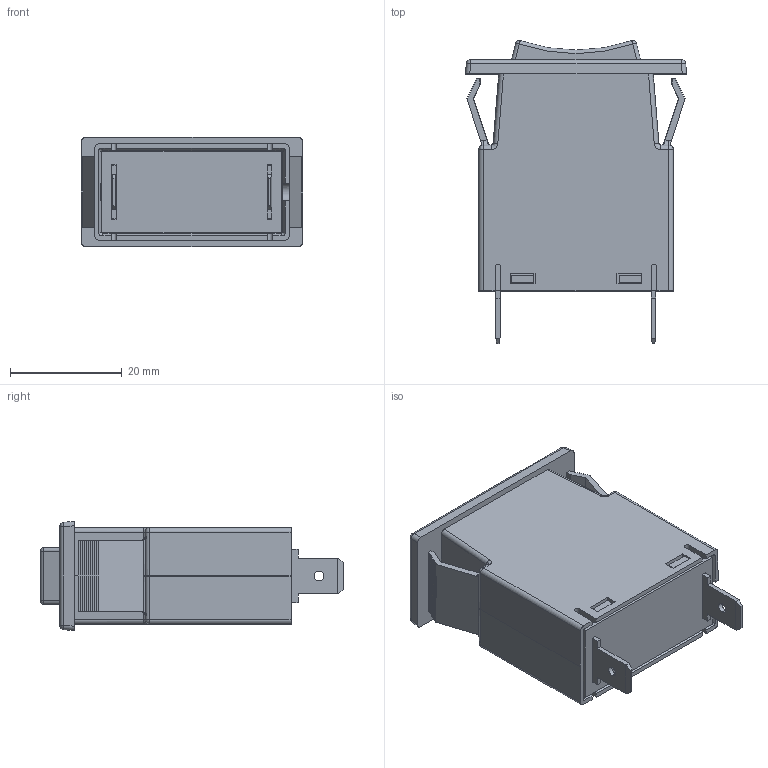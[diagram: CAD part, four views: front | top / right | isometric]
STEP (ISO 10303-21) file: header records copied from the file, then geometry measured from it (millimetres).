
FILE_DESCRIPTION((''),'2;1');
FILE_NAME('ME1_TAB','2012-03-01T',('danboyden'),(''),'PRO/ENGINEER BY PARAMETRIC TECHNOLOGY CORPORATION, 2010280','PRO/ENGINEER BY PARAMETRIC TECHNOLOGY CORPORATION, 2010280','');
FILE_SCHEMA(('CONFIG_CONTROL_DESIGN'));
Products named in the file (1): ME1_TAB
Bounding box: 39.62 x 54.26 x 19.56 mm (x, y, z)
Volume: 1063.6 mm3; surface area: 18026.3 mm2
Topology: 1 solids, 2 shells, 2495 faces, 7071 edges, 4664 vertices
Faces by surface type: plane 2259, cylinder 163, extrusion 37, sphere 17, bspline 8, cone 8, torus 3
Entity records: 81704 total; most frequent: CARTESIAN_POINT 17014, ORIENTED_EDGE 14086, DIRECTION 12096, EDGE_CURVE 7054, VECTOR 6594, LINE 6557, VERTEX_POINT 4664, AXIS2_PLACEMENT_3D 2751
